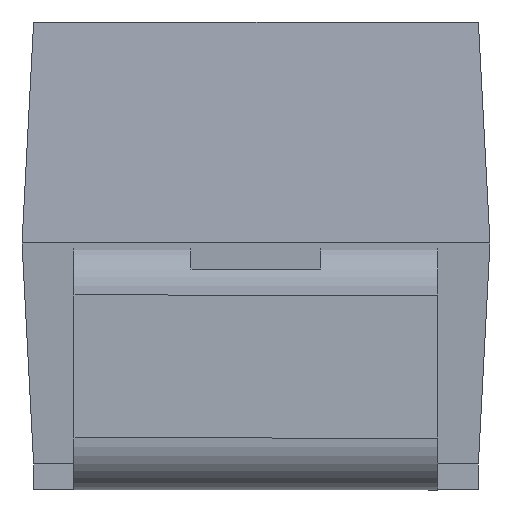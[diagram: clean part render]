
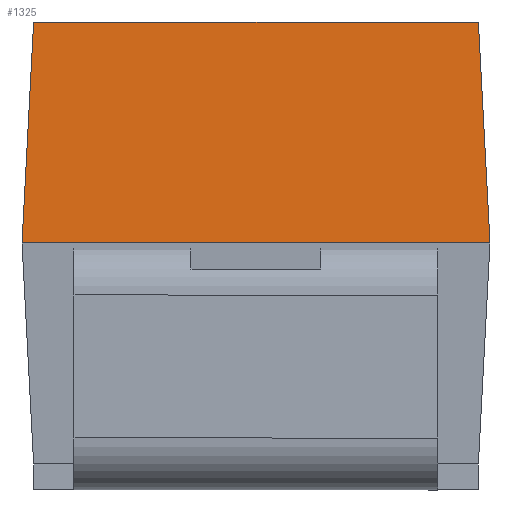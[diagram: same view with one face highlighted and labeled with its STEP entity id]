
A CAD part, left-side view. The second image highlights one B-rep face of the part: STEP entity #1325.
In plain terms, the highlighted planar face has unit normal (-0.999, 0, 0.052).
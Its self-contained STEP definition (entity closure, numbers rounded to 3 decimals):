
#57=LINE('',#2016,#214);
#65=LINE('',#2031,#222);
#67=LINE('',#2035,#224);
#69=LINE('',#2039,#226);
#214=VECTOR('',#1618,10.);
#222=VECTOR('',#1634,10.);
#224=VECTOR('',#1638,10.);
#226=VECTOR('',#1644,10.);
#360=PLANE('',#1456);
#431=FACE_OUTER_BOUND('',#512,.T.);
#512=EDGE_LOOP('',(#996,#997,#998,#999));
#625=VERTEX_POINT('',#2012);
#626=VERTEX_POINT('',#2014);
#629=VERTEX_POINT('',#2029);
#630=VERTEX_POINT('',#2033);
#749=EDGE_CURVE('',#625,#626,#57,.T.);
#757=EDGE_CURVE('',#629,#626,#65,.T.);
#759=EDGE_CURVE('',#629,#630,#67,.T.);
#761=EDGE_CURVE('',#625,#630,#69,.T.);
#996=ORIENTED_EDGE('',*,*,#757,.F.);
#997=ORIENTED_EDGE('',*,*,#759,.T.);
#998=ORIENTED_EDGE('',*,*,#761,.F.);
#999=ORIENTED_EDGE('',*,*,#749,.T.);
#1325=ADVANCED_FACE('',(#431),#360,.T.);
#1456=AXIS2_PLACEMENT_3D('',#2040,#1645,#1646);
#1618=DIRECTION('',(0.,-1.,0.));
#1634=DIRECTION('',(-0.052,-0.052,-0.997));
#1638=DIRECTION('',(0.,1.,0.));
#1644=DIRECTION('',(0.052,-0.052,0.997));
#1645=DIRECTION('center_axis',(-0.999,0.,
0.052));
#1646=DIRECTION('ref_axis',(0.052,0.,0.999));
#2012=CARTESIAN_POINT('',(-1.6,0.9,0.85));
#2014=CARTESIAN_POINT('',(-1.6,-0.9,0.85));
#2016=CARTESIAN_POINT('',(-1.6,0.45,0.85));
#2029=CARTESIAN_POINT('',(-1.555,-0.855,1.7));
#2031=CARTESIAN_POINT('',(-1.575,-0.875,1.33));
#2033=CARTESIAN_POINT('',(-1.555,0.855,1.7));
#2035=CARTESIAN_POINT('',(-1.555,0.45,1.7));
#2039=CARTESIAN_POINT('',(-1.574,0.874,1.348));
#2040=CARTESIAN_POINT('Origin',(-1.578,0.45,1.275));
